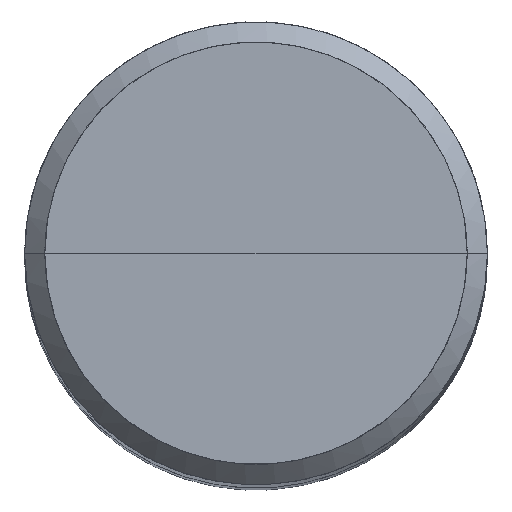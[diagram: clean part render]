
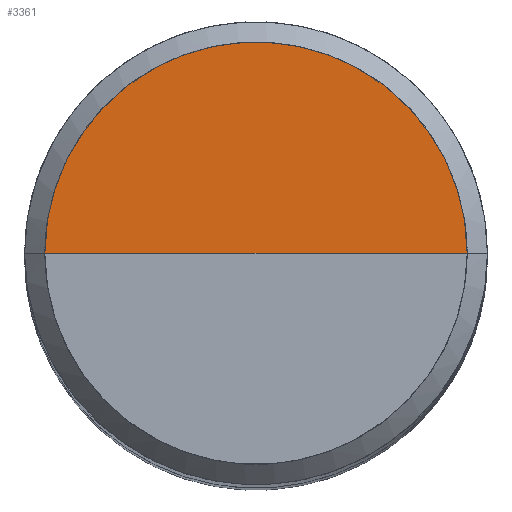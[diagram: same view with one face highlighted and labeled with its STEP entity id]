
A CAD part, top view. The second image highlights one B-rep face of the part: STEP entity #3361.
In plain terms, the highlighted free-form (B-spline) face has degree [1, 2] with [2, 5] control points.
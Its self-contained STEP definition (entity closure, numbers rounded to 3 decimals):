
#3098=CARTESIAN_POINT('',(7.3,0.0,60.0));
#3099=CARTESIAN_POINT('',(7.3,7.3,60.0));
#3100=CARTESIAN_POINT('',(0.0,7.3,60.0));
#3101=CARTESIAN_POINT('',(-7.3,7.3,60.0));
#3102=CARTESIAN_POINT('',(-7.3,0.0,60.0));
#3103=CARTESIAN_POINT('',(0.0,0.0,60.0));
#3346=(
BOUNDED_SURFACE()
B_SPLINE_SURFACE(1,2,(
(#3098,#3099,#3100,#3101,#3102),
(#3103,#3103,#3103,#3103,#3103)
), .UNSPECIFIED.,.F.,.F.,.F.)
B_SPLINE_SURFACE_WITH_KNOTS((2,2),(3,2,3),(
0.0,1.0),(
0.0,0.5,1.0), .UNSPECIFIED.)
GEOMETRIC_REPRESENTATION_ITEM()
RATIONAL_B_SPLINE_SURFACE(((1.0,0.707,1.0,0.707,1.0),
(1.0,0.707,1.0,0.707,1.0)
))
REPRESENTATION_ITEM('')
SURFACE()
);
#3347=(
BOUNDED_CURVE()
B_SPLINE_CURVE(2,(#3102,#3101,#3100,#3099,#3098),.UNSPECIFIED.,.F.,.F.)
B_SPLINE_CURVE_WITH_KNOTS((3,2,3),
(0.0,0.5,1.0),.UNSPECIFIED.)
CURVE()
GEOMETRIC_REPRESENTATION_ITEM()
RATIONAL_B_SPLINE_CURVE((1.0,0.707,1.0,0.707,1.0))
REPRESENTATION_ITEM('')
);
#3348=(
BOUNDED_CURVE()
B_SPLINE_CURVE(1,(#3098,#3103),.UNSPECIFIED.,.F.,.F.)
B_SPLINE_CURVE_WITH_KNOTS((2,2),
(0.0,1.0),.UNSPECIFIED.)
CURVE()
GEOMETRIC_REPRESENTATION_ITEM()
RATIONAL_B_SPLINE_CURVE((1.0,1.0))
REPRESENTATION_ITEM('')
);
#3349=(
BOUNDED_CURVE()
B_SPLINE_CURVE(1,(#3103,#3102),.UNSPECIFIED.,.F.,.F.)
B_SPLINE_CURVE_WITH_KNOTS((2,2),
(0.0,1.0),.UNSPECIFIED.)
CURVE()
GEOMETRIC_REPRESENTATION_ITEM()
RATIONAL_B_SPLINE_CURVE((1.0,1.0))
REPRESENTATION_ITEM('')
);
#3350=VERTEX_POINT('',#3098);
#3351=VERTEX_POINT('',#3102);
#3352=VERTEX_POINT('',#3103);
#3353=EDGE_CURVE('',#3351,#3350,#3347,.T.);
#3354=EDGE_CURVE('',#3350,#3352,#3348,.T.);
#3355=EDGE_CURVE('',#3352,#3351,#3349,.T.);
#3356=ORIENTED_EDGE('',*,*,#3353,.T.);
#3357=ORIENTED_EDGE('',*,*,#3354,.T.);
#3358=ORIENTED_EDGE('',*,*,#3355,.T.);
#3359=EDGE_LOOP('',(#3356,#3357,#3358));
#3360=FACE_OUTER_BOUND('',#3359,.T.);
#3361=ADVANCED_FACE('',(#3360),#3346,.T.);
